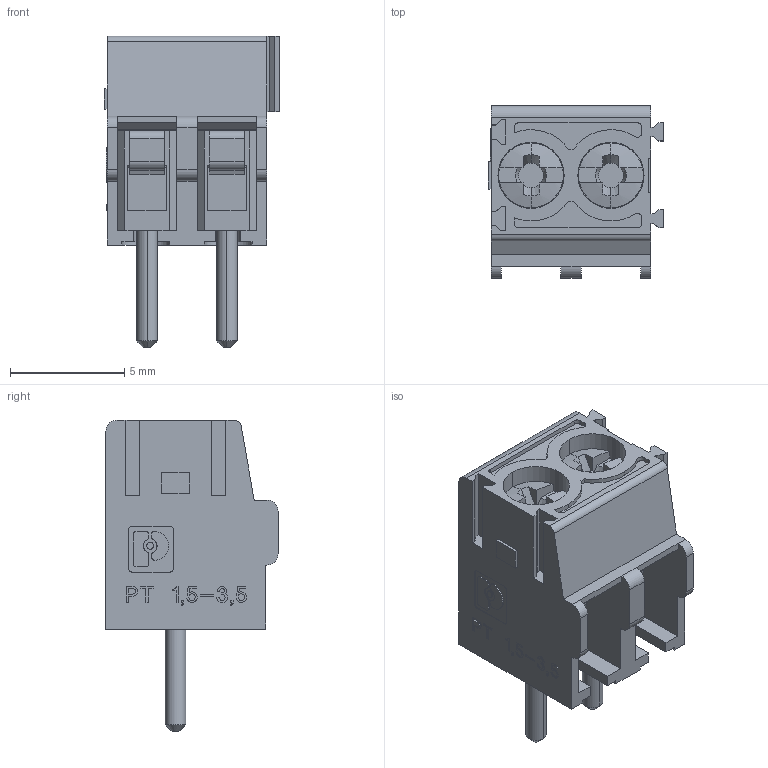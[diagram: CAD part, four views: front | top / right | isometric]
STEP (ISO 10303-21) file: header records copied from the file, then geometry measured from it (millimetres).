
FILE_DESCRIPTION(('STEP AP242'),'1');
FILE_NAME('1984617.stp','2024-03-26T03:36:18',('TraceParts'),('TraceParts S.A.'),'Spatial InterOp 3D',' ',' ');
FILE_SCHEMA(('AP242_MANAGED_MODEL_BASED_3D_ENGINEERING_MIM_LF {1 0 10303 442 1 1 4}'));
Length unit declared in the file: millimetre
Products named in the file (1): 1984617_1
Bounding box: 7.7 x 7.55 x 13.65 mm (x, y, z)
Volume: 324.6 mm3; surface area: 966.1 mm2
Topology: 5 solids, 5 shells, 598 faces, 1697 edges, 1126 vertices
Faces by surface type: plane 473, cylinder 96, cone 16, sphere 8, extrusion 5
Entity records: 24660 total; most frequent: CARTESIAN_POINT 4021, ORIENTED_EDGE 3394, DIRECTION 3128, EDGE_CURVE 1697, VECTOR 1404, LINE 1399, VERTEX_POINT 1126, AXIS2_PLACEMENT_3D 862
